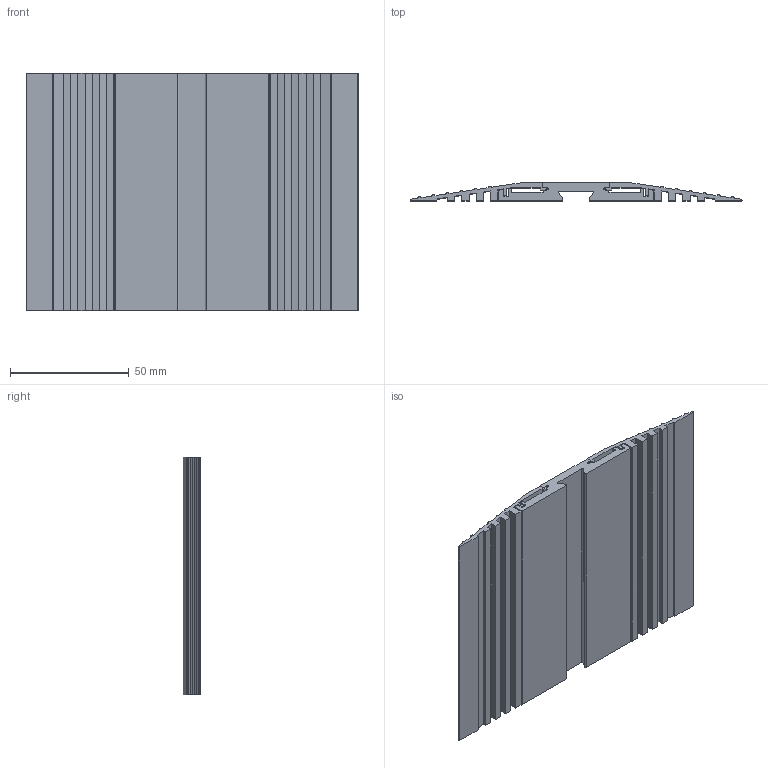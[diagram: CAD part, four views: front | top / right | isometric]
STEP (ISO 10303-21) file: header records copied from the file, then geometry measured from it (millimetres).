
FILE_DESCRIPTION (( 'STEP AP203' ), '1' );
FILE_NAME ('F140.STEP', '2024-05-27T14:46:45', ( '' ), ( '' ), 'SwSTEP 2.0', 'SolidWorks 2021', '' );
FILE_SCHEMA (( 'CONFIG_CONTROL_DESIGN' ));
Length unit declared in the file: millimetre
Products named in the file (3): F140; Rampenprofil; Basisprofil_100<Wie bearbeitet>
Assembly tree (3 placements, depth 2):
  F140
    Basisprofil_100<Wie bearbeitet>
    Rampenprofil  x2
Bounding box: 140 x 7.5 x 100 mm (x, y, z)
Volume: 55115.1 mm3; surface area: 49701.5 mm2
Topology: 3 solids, 3 shells, 168 faces, 486 edges, 324 vertices
Faces by surface type: plane 110, cylinder 58
Entity records: 4270 total; most frequent: CARTESIAN_POINT 700, ORIENTED_EDGE 690, DIRECTION 689, EDGE_CURVE 345, VECTOR 251, LINE 251, VERTEX_POINT 230, AXIS2_PLACEMENT_3D 219
